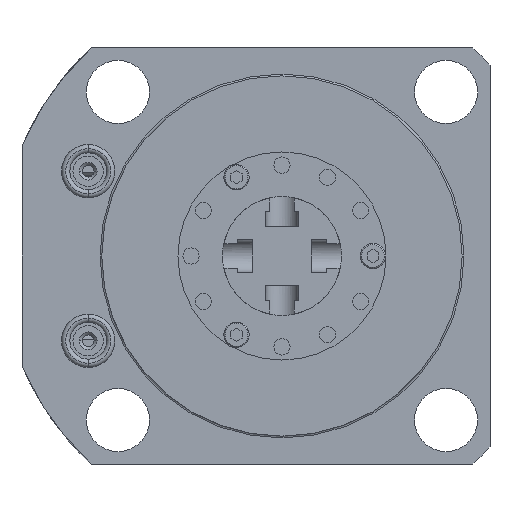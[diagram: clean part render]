
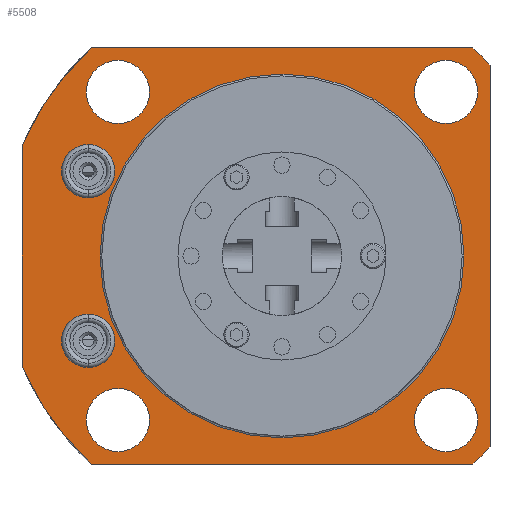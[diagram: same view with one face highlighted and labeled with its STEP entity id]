
A CAD part, front view. The second image highlights one B-rep face of the part: STEP entity #5508.
In plain terms, the highlighted planar face has unit normal (0, -1, 0).
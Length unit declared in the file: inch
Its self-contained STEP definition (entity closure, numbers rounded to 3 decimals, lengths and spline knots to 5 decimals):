
#1055=CARTESIAN_POINT('',(0.,3.5,0.));
#1056=DIRECTION('',(0.,-1.,0.));
#1057=DIRECTION('',(0.,0.,1.));
#1058=AXIS2_PLACEMENT_3D('',#1055,#1056,#1057);
#1079=CARTESIAN_POINT('',(0.,3.5,0.));
#1080=DIRECTION('',(0.,-1.,0.));
#1081=DIRECTION('',(-0.921,0.,-0.39));
#1082=AXIS2_PLACEMENT_3D('',#1079,#1080,#1081);
#1087=CARTESIAN_POINT('',(0.,3.5,0.));
#1088=DIRECTION('',(0.,-1.,0.));
#1089=DIRECTION('',(-0.676,0.,0.737));
#1090=AXIS2_PLACEMENT_3D('',#1087,#1088,#1089);
#1095=CARTESIAN_POINT('',(0.,3.5,0.));
#1096=DIRECTION('',(0.,-1.,0.));
#1097=DIRECTION('',(0.737,0.,0.676));
#1098=AXIS2_PLACEMENT_3D('',#1095,#1096,#1097);
#1103=CARTESIAN_POINT('',(0.,3.5,0.));
#1104=DIRECTION('',(0.,-1.,0.));
#1105=DIRECTION('',(0.676,0.,-0.737));
#1106=AXIS2_PLACEMENT_3D('',#1103,#1104,#1105);
#1111=CARTESIAN_POINT('',(1.38,3.5,-1.38));
#1112=DIRECTION('',(0.,-1.,0.));
#1113=DIRECTION('',(1.,0.,0.));
#1114=AXIS2_PLACEMENT_3D('',#1111,#1112,#1113);
#1119=CARTESIAN_POINT('',(1.38,3.5,-1.38));
#1120=DIRECTION('',(0.,-1.,0.));
#1121=DIRECTION('',(-1.,0.,0.));
#1122=AXIS2_PLACEMENT_3D('',#1119,#1120,#1121);
#1127=CARTESIAN_POINT('',(1.38,3.5,1.38));
#1128=DIRECTION('',(0.,-1.,0.));
#1129=DIRECTION('',(1.,0.,0.));
#1130=AXIS2_PLACEMENT_3D('',#1127,#1128,#1129);
#1135=CARTESIAN_POINT('',(1.38,3.5,1.38));
#1136=DIRECTION('',(0.,-1.,0.));
#1137=DIRECTION('',(-1.,0.,0.));
#1138=AXIS2_PLACEMENT_3D('',#1135,#1136,#1137);
#1143=CARTESIAN_POINT('',(-1.38,3.5,-1.38));
#1144=DIRECTION('',(0.,-1.,0.));
#1145=DIRECTION('',(1.,0.,0.));
#1146=AXIS2_PLACEMENT_3D('',#1143,#1144,#1145);
#1151=CARTESIAN_POINT('',(-1.38,3.5,-1.38));
#1152=DIRECTION('',(0.,-1.,0.));
#1153=DIRECTION('',(-1.,0.,0.));
#1154=AXIS2_PLACEMENT_3D('',#1151,#1152,#1153);
#1159=CARTESIAN_POINT('',(-1.38,3.5,1.38));
#1160=DIRECTION('',(0.,-1.,0.));
#1161=DIRECTION('',(1.,0.,0.));
#1162=AXIS2_PLACEMENT_3D('',#1159,#1160,#1161);
#1167=CARTESIAN_POINT('',(-1.38,3.5,1.38));
#1168=DIRECTION('',(0.,-1.,0.));
#1169=DIRECTION('',(-1.,0.,0.));
#1170=AXIS2_PLACEMENT_3D('',#1167,#1168,#1169);
#1175=CARTESIAN_POINT('',(-1.63,3.5,-0.713));
#1176=DIRECTION('',(0.,1.,0.));
#1177=DIRECTION('',(-1.,0.,0.));
#1178=AXIS2_PLACEMENT_3D('',#1175,#1176,#1177);
#1183=CARTESIAN_POINT('',(-1.63,3.5,-0.713));
#1184=DIRECTION('',(0.,1.,0.));
#1185=DIRECTION('',(1.,0.,0.));
#1186=AXIS2_PLACEMENT_3D('',#1183,#1184,#1185);
#1191=CARTESIAN_POINT('',(-1.63,3.5,0.713));
#1192=DIRECTION('',(0.,1.,0.));
#1193=DIRECTION('',(-1.,0.,0.));
#1194=AXIS2_PLACEMENT_3D('',#1191,#1192,#1193);
#1199=CARTESIAN_POINT('',(-1.63,3.5,0.713));
#1200=DIRECTION('',(0.,1.,0.));
#1201=DIRECTION('',(1.,0.,0.));
#1202=AXIS2_PLACEMENT_3D('',#1199,#1200,#1201);
#1235=DIRECTION('',(-1.,0.,0.));
#1236=VECTOR('',#1235,3.21131);
#1237=CARTESIAN_POINT('',(1.60565,3.5,-1.75));
#1238=LINE('',#1237,#1236);
#1375=DIRECTION('',(1.,0.,0.));
#1376=VECTOR('',#1375,3.21131);
#1377=CARTESIAN_POINT('',(-1.60565,3.5,1.75));
#1378=LINE('',#1377,#1376);
#1555=DIRECTION('',(0.,0.,1.));
#1556=VECTOR('',#1555,1.85219);
#1557=CARTESIAN_POINT('',(-2.187,3.5,-0.9261));
#1558=LINE('',#1557,#1556);
#2497=DIRECTION('',(0.,0.,-1.));
#2498=VECTOR('',#2497,3.21131);
#2499=CARTESIAN_POINT('',(1.75,3.5,1.60565));
#2500=LINE('',#2499,#2498);
#3218=CARTESIAN_POINT('',(0.,3.5,0.));
#3219=DIRECTION('',(0.,-1.,0.));
#3220=DIRECTION('',(0.,0.,-1.));
#3221=AXIS2_PLACEMENT_3D('',#3218,#3219,#3220);
#4201=CARTESIAN_POINT('',(1.60565,3.5,-1.75));
#4202=CARTESIAN_POINT('',(-1.60565,3.5,-1.75));
#4203=VERTEX_POINT('',#4201);
#4204=VERTEX_POINT('',#4202);
#4205=CARTESIAN_POINT('',(-2.187,3.5,-0.9261));
#4206=CARTESIAN_POINT('',(-2.187,3.5,0.9261));
#4207=VERTEX_POINT('',#4205);
#4208=VERTEX_POINT('',#4206);
#4209=CARTESIAN_POINT('',(-1.60565,3.5,1.75));
#4210=CARTESIAN_POINT('',(1.60565,3.5,1.75));
#4211=VERTEX_POINT('',#4209);
#4212=VERTEX_POINT('',#4210);
#4213=CARTESIAN_POINT('',(1.75,3.5,1.60565));
#4214=CARTESIAN_POINT('',(1.75,3.5,-1.60565));
#4215=VERTEX_POINT('',#4213);
#4216=VERTEX_POINT('',#4214);
#4217=CARTESIAN_POINT('',(1.6455,3.5,-1.38));
#4218=CARTESIAN_POINT('',(1.1145,3.5,-1.38));
#4219=VERTEX_POINT('',#4217);
#4220=VERTEX_POINT('',#4218);
#4225=CARTESIAN_POINT('',(-1.8545,3.5,-0.713));
#4226=CARTESIAN_POINT('',(-1.4055,3.5,-0.713));
#4227=VERTEX_POINT('',#4225);
#4228=VERTEX_POINT('',#4226);
#4249=CARTESIAN_POINT('',(0.,3.5,-1.5305));
#4250=CARTESIAN_POINT('',(0.,3.5,1.5305));
#4251=VERTEX_POINT('',#4249);
#4252=VERTEX_POINT('',#4250);
#4287=CARTESIAN_POINT('',(1.6455,3.5,1.38));
#4288=CARTESIAN_POINT('',(1.1145,3.5,1.38));
#4289=VERTEX_POINT('',#4287);
#4290=VERTEX_POINT('',#4288);
#4291=CARTESIAN_POINT('',(-1.1145,3.5,-1.38));
#4292=CARTESIAN_POINT('',(-1.6455,3.5,-1.38));
#4293=VERTEX_POINT('',#4291);
#4294=VERTEX_POINT('',#4292);
#4295=CARTESIAN_POINT('',(-1.1145,3.5,1.38));
#4296=CARTESIAN_POINT('',(-1.6455,3.5,1.38));
#4297=VERTEX_POINT('',#4295);
#4298=VERTEX_POINT('',#4296);
#4375=CARTESIAN_POINT('',(-1.8545,3.5,0.713));
#4376=CARTESIAN_POINT('',(-1.4055,3.5,0.713));
#4377=VERTEX_POINT('',#4375);
#4378=VERTEX_POINT('',#4376);
#5444=CARTESIAN_POINT('',(0.,3.5,0.));
#5445=DIRECTION('',(0.,-1.,0.));
#5446=DIRECTION('',(0.,0.,1.));
#5447=AXIS2_PLACEMENT_3D('',#5444,#5445,#5446);
#5448=PLANE('',#5447);
#5450=ORIENTED_EDGE('',*,*,#5449,.T.);
#5452=ORIENTED_EDGE('',*,*,#5451,.F.);
#5454=ORIENTED_EDGE('',*,*,#5453,.T.);
#5456=ORIENTED_EDGE('',*,*,#5455,.F.);
#5458=ORIENTED_EDGE('',*,*,#5457,.T.);
#5460=ORIENTED_EDGE('',*,*,#5459,.F.);
#5462=ORIENTED_EDGE('',*,*,#5461,.T.);
#5464=ORIENTED_EDGE('',*,*,#5463,.F.);
#5465=EDGE_LOOP('',(#5450,#5452,#5454,#5456,#5458,#5460,#5462,#5464));
#5466=FACE_OUTER_BOUND('',#5465,.F.);
#5468=ORIENTED_EDGE('',*,*,#5467,.T.);
#5469=ORIENTED_EDGE('',*,*,#5434,.T.);
#5470=EDGE_LOOP('',(#5468,#5469));
#5471=FACE_BOUND('',#5470,.F.);
#5473=ORIENTED_EDGE('',*,*,#5472,.T.);
#5475=ORIENTED_EDGE('',*,*,#5474,.T.);
#5476=EDGE_LOOP('',(#5473,#5475));
#5477=FACE_BOUND('',#5476,.F.);
#5479=ORIENTED_EDGE('',*,*,#5478,.T.);
#5481=ORIENTED_EDGE('',*,*,#5480,.T.);
#5482=EDGE_LOOP('',(#5479,#5481));
#5483=FACE_BOUND('',#5482,.F.);
#5485=ORIENTED_EDGE('',*,*,#5484,.T.);
#5487=ORIENTED_EDGE('',*,*,#5486,.T.);
#5488=EDGE_LOOP('',(#5485,#5487));
#5489=FACE_BOUND('',#5488,.F.);
#5491=ORIENTED_EDGE('',*,*,#5490,.T.);
#5493=ORIENTED_EDGE('',*,*,#5492,.T.);
#5494=EDGE_LOOP('',(#5491,#5493));
#5495=FACE_BOUND('',#5494,.F.);
#5497=ORIENTED_EDGE('',*,*,#5496,.F.);
#5499=ORIENTED_EDGE('',*,*,#5498,.F.);
#5500=EDGE_LOOP('',(#5497,#5499));
#5501=FACE_BOUND('',#5500,.F.);
#5503=ORIENTED_EDGE('',*,*,#5502,.F.);
#5505=ORIENTED_EDGE('',*,*,#5504,.F.);
#5506=EDGE_LOOP('',(#5503,#5505));
#5507=FACE_BOUND('',#5506,.F.);
#1059=CIRCLE('',#1058,1.5305);
#1083=CIRCLE('',#1082,2.375);
#1091=CIRCLE('',#1090,2.375);
#1099=CIRCLE('',#1098,2.375);
#1107=CIRCLE('',#1106,2.375);
#1115=CIRCLE('',#1114,0.2655);
#1123=CIRCLE('',#1122,0.2655);
#1131=CIRCLE('',#1130,0.2655);
#1139=CIRCLE('',#1138,0.2655);
#1147=CIRCLE('',#1146,0.2655);
#1155=CIRCLE('',#1154,0.2655);
#1163=CIRCLE('',#1162,0.2655);
#1171=CIRCLE('',#1170,0.2655);
#1179=CIRCLE('',#1178,0.2245);
#1187=CIRCLE('',#1186,0.2245);
#1195=CIRCLE('',#1194,0.2245);
#1203=CIRCLE('',#1202,0.2245);
#3222=CIRCLE('',#3221,1.5305);
#5434=EDGE_CURVE('',#4252,#4251,#1059,.T.);
#5449=EDGE_CURVE('',#4203,#4204,#1238,.T.);
#5451=EDGE_CURVE('',#4207,#4204,#1083,.T.);
#5453=EDGE_CURVE('',#4207,#4208,#1558,.T.);
#5455=EDGE_CURVE('',#4211,#4208,#1091,.T.);
#5457=EDGE_CURVE('',#4211,#4212,#1378,.T.);
#5459=EDGE_CURVE('',#4215,#4212,#1099,.T.);
#5461=EDGE_CURVE('',#4215,#4216,#2500,.T.);
#5463=EDGE_CURVE('',#4203,#4216,#1107,.T.);
#5467=EDGE_CURVE('',#4251,#4252,#3222,.T.);
#5472=EDGE_CURVE('',#4219,#4220,#1115,.T.);
#5474=EDGE_CURVE('',#4220,#4219,#1123,.T.);
#5478=EDGE_CURVE('',#4289,#4290,#1131,.T.);
#5480=EDGE_CURVE('',#4290,#4289,#1139,.T.);
#5484=EDGE_CURVE('',#4293,#4294,#1147,.T.);
#5486=EDGE_CURVE('',#4294,#4293,#1155,.T.);
#5490=EDGE_CURVE('',#4297,#4298,#1163,.T.);
#5492=EDGE_CURVE('',#4298,#4297,#1171,.T.);
#5496=EDGE_CURVE('',#4227,#4228,#1179,.T.);
#5498=EDGE_CURVE('',#4228,#4227,#1187,.T.);
#5502=EDGE_CURVE('',#4377,#4378,#1195,.T.);
#5504=EDGE_CURVE('',#4378,#4377,#1203,.T.);
#5508=ADVANCED_FACE('',(#5466,#5471,#5477,#5483,#5489,#5495,#5501,#5507),#5448,
.T.);
